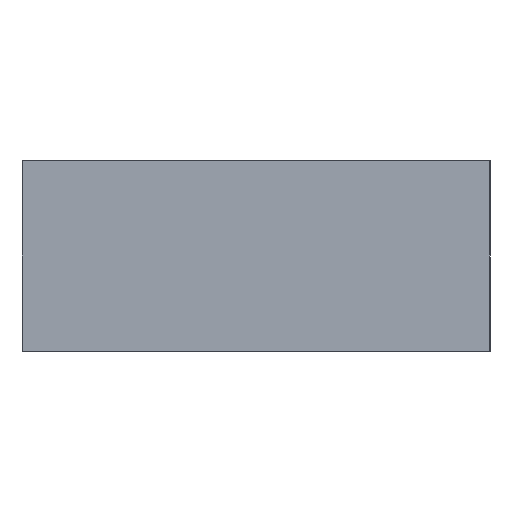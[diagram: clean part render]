
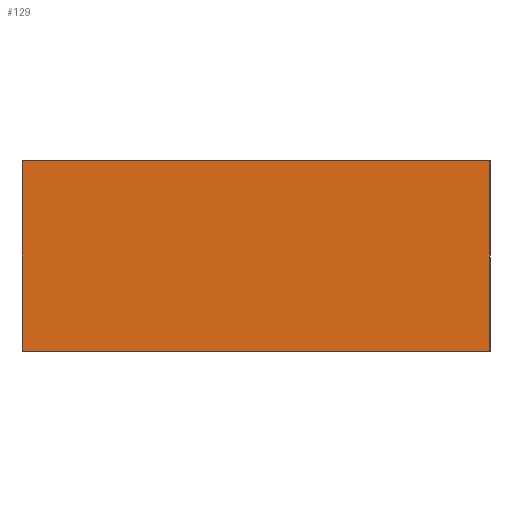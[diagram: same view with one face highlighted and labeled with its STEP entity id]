
A CAD part, left-side view. The second image highlights one B-rep face of the part: STEP entity #129.
In plain terms, the highlighted planar face has unit normal (-1, 0, 0).
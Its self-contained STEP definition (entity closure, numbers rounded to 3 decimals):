
#129=ADVANCED_FACE('',(#231),#233,.T.);
#231=FACE_BOUND('',#232,.T.);
#232=EDGE_LOOP('',(#296,#297,#298,#299));
#233=PLANE('',#234);
#234=AXIS2_PLACEMENT_3D('',#235,#236,#237);
#235=CARTESIAN_POINT('',(-500.,-32.,0.));
#236=DIRECTION('',(-1.,0.,0.));
#237=DIRECTION('',(0.,0.,1.));
#296=ORIENTED_EDGE('',*,*,#327,.T.);
#297=ORIENTED_EDGE('',*,*,#316,.T.);
#298=ORIENTED_EDGE('',*,*,#332,.F.);
#299=ORIENTED_EDGE('',*,*,#320,.F.);
#316=EDGE_CURVE('',#346,#351,#353,.T.);
#320=EDGE_CURVE('',#359,#361,#362,.T.);
#327=EDGE_CURVE('',#359,#346,#373,.T.);
#332=EDGE_CURVE('',#361,#351,#380,.T.);
#346=VERTEX_POINT('',#405);
#351=VERTEX_POINT('',#414);
#353=LINE('',#418,#419);
#359=VERTEX_POINT('',#432);
#361=VERTEX_POINT('',#436);
#362=LINE('',#437,#438);
#373=LINE('',#464,#465);
#380=LINE('',#484,#485);
#405=CARTESIAN_POINT('',(-500.,-32.,13.));
#414=CARTESIAN_POINT('',(-500.,0.,13.));
#418=CARTESIAN_POINT('',(-500.,-32.,13.));
#419=VECTOR('',#420,1.);
#420=DIRECTION('',(0.,1.,0.));
#432=CARTESIAN_POINT('',(-500.,-32.,0.));
#436=CARTESIAN_POINT('',(-500.,0.,0.));
#437=CARTESIAN_POINT('',(-500.,-32.,0.));
#438=VECTOR('',#439,1.);
#439=DIRECTION('',(0.,1.,0.));
#464=CARTESIAN_POINT('',(-500.,-32.,0.));
#465=VECTOR('',#466,1.);
#466=DIRECTION('',(0.,0.,1.));
#484=CARTESIAN_POINT('',(-500.,0.,0.));
#485=VECTOR('',#486,1.);
#486=DIRECTION('',(0.,0.,1.));
